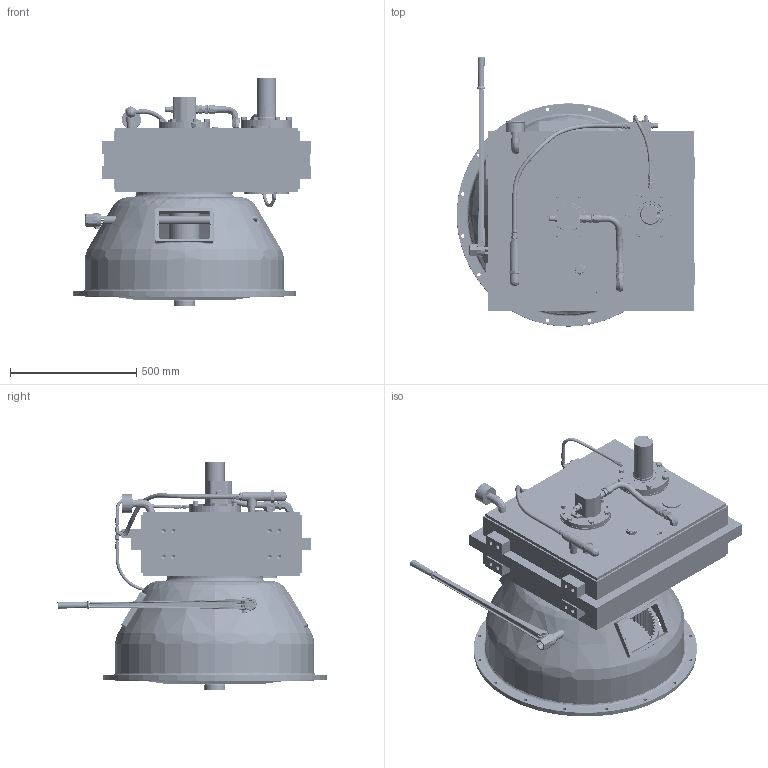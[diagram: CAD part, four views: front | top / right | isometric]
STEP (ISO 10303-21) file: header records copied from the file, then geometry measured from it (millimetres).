
FILE_DESCRIPTION (( 'STEP AP214' ), '1' );
FILE_NAME ('D257E352001.STEP', '2017-10-02T14:58:23', ( 'MikeMihajlovic' ), ( 'Microsoft' ), 'SwSTEP 2.0', 'SolidWorks 2017', '' );
FILE_SCHEMA (( 'AUTOMOTIVE_DESIGN' ));
Length unit declared in the file: inch
Products named in the file (56): 20621-4-4; D257PE352001-INSPACER; PTC8FTX-S; 213-4x11_01_OUTPUT; D257PE352001-INSHAFT; MAN5469K113; HA-8-8-8-D257E352001_INTERCONNECTION; HHCSZ_63-11X1_75_9; PPSKM_75-14_18; 271-08-12_05_OUTPUT; LWZ_63_12; STC12-F5OX-S_12; 20621-8-8; D257PE352001-BELLPILOT; STC10-F5OX-S_11; HA-12-12-12-14_D257E352001; RP_25X_87; ME12-CTX-S_16; 20621-12-12; SHCS_25-20X_50_16; AVBF-16_19; .75IDX12_D257E352001_OUTPUT; D204013_4; STEL1_00NPT90_22; SP321P00 SIMPLIFIED; D257PE352001-INCASE; SG1_00NPT-01_8; SP321P00_INNER RING_GearTrax; LWZ_50_20; SP321P00_OUTER RING_GearTrax; D257E352001; SHCS_63-11X1_75_1; PPSKG_38-18_24; D17-00-SP321; RV_75NPT; CVL9.00X6.00; OS5_000X6_250-2_3; PN_75NPTX2_00; SP318P004_handle; LPPGP505-10CW_14 ...
Assembly tree (102 placements, depth 3):
  D257E352001
    D257PE352001-INCASE
    D204013_4
    SHCS_25-20X_50_16  x2
    RP_25X_87
    D257PE352001-BELLPILOT
    LWZ_63_12  x6
    HHCSZ_63-11X1_75_9  x6
    D257PE352001-INSHAFT
    D257PE352001-INSPACER
    D257PE352001-OUTSHAFT
    D257PE352001-IDLERSHAFT
    D257PE352001-OUTCASE
    D257PE352001-PUMPHSG
    D257PE352001-OUTHSG
    LPPGP505-10CW_14
    OS5_000X6_250-2_3
    D17-00-SP321
    SHCS_63-11X1_75_1  x6
    LWZ_50_20  x12
    SG1_00NPT-01_8
    STEL1_00NPT90_22
    AVBF-16_19
    ME12-CTX-S_16
    STC10-F5OX-S_11
    STC12-F5OX-S_12
    PPSKM_75-14_18
    MAN5469K113
    PTC8FTX-S  x2
    PPSKG_25-18_9
    SHCS-10-24X1_50  x2
    ME4-4-CTX-S  x2
    OS3_125X4_003-2_2
    PTC2404-4-2_094  x2
    STEL_12NPT90
    PN_75NPTX2_00
    RV_75NPT
    PPSKG_38-18_24
    SP321P00 SIMPLIFIED
      SP321P00_OUTER RING_GearTrax
      SP321P00_INNER RING_GearTrax
    HA-12-12-12-14_D257E352001
      .75IDX12_D257E352001_OUTPUT
      20621-12-12  x2
    HA-8-8-8-D257E352001_INTERCONNECTION
      20621-8-8  x2
      271-08-12_05_OUTPUT
    HA-4-4-4-11_D257E352001_01
      213-4x11_01_OUTPUT
      20621-4-4  x2
    HA-4-4-4-11_D257E352001_02
      213-4x11_02_OUTPUT
      20621-4-4  x2
    HHCSZ.50-13x1.50_HHCSZ.50-13X1.50  x12
    8-12 FTX-S
    SP318P004_handle
    CVL9.00X6.00
Bounding box: 942.98 x 1063.68 x 901.32 mm (x, y, z)
Volume: 24672120.5 mm3; surface area: 9374319.7 mm2
Topology: 72 solids, 192 shells, 4567 faces, 11990 edges, 7733 vertices
Faces by surface type: cylinder 1763, plane 1405, cone 694, bspline 597, torus 108
Full cylindrical faces by diameter (mm): 19.685 x1
Entity records: 164136 total; most frequent: CARTESIAN_POINT 82927, ORIENTED_EDGE 16123, DIRECTION 16010, EDGE_CURVE 8722, AXIS2_PLACEMENT_3D 6371, VERTEX_POINT 5833, EDGE_LOOP 3707, CIRCLE 3599
